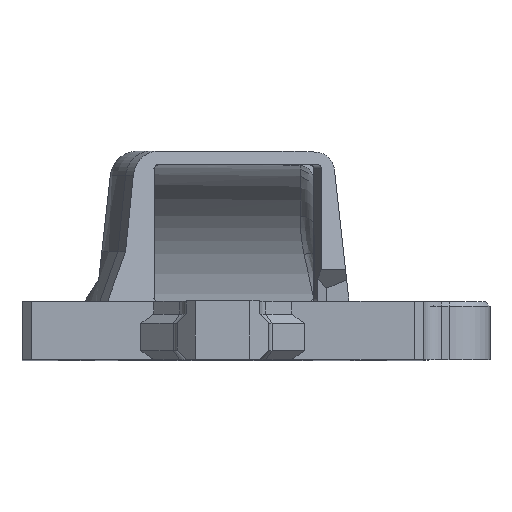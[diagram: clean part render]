
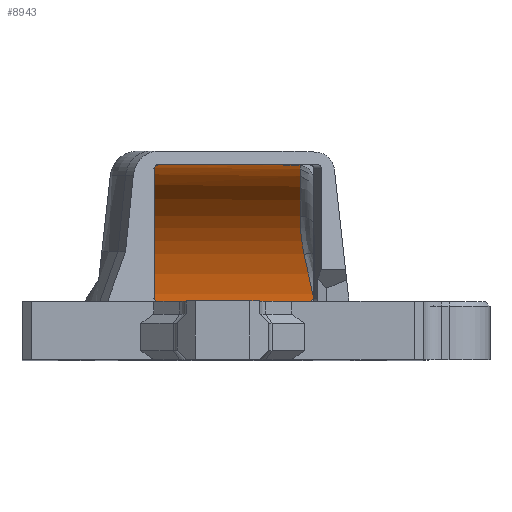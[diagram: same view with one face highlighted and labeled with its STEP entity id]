
A CAD part, top view. The second image highlights one B-rep face of the part: STEP entity #8943.
In plain terms, the highlighted cylindrical face has radius 16.5 mm (diameter 33 mm), a partial arc.
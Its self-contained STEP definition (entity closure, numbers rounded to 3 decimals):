
#83=B_SPLINE_CURVE_WITH_KNOTS('',3,(#13952,#13953,#13954,#13955,#13956,
#13957,#13958,#13959,#13960,#13961),.UNSPECIFIED.,.F.,.F.,(4,3,3,4),(0.,
0.002,0.003,0.005),
 .UNSPECIFIED.);
#96=B_SPLINE_CURVE_WITH_KNOTS('',3,(#15250,#15251,#15252,#15253),
 .UNSPECIFIED.,.F.,.F.,(4,4),(0.,0.),.UNSPECIFIED.);
#97=B_SPLINE_CURVE_WITH_KNOTS('',3,(#15333,#15334,#15335,#15336,#15337,
#15338,#15339,#15340,#15341,#15342),.UNSPECIFIED.,.F.,.F.,(4,3,3,4),(0.,
0.002,0.003,0.005),
 .UNSPECIFIED.);
#213=ELLIPSE('',#9070,16.882,16.5);
#217=ELLIPSE('',#9078,16.882,16.5);
#226=ELLIPSE('',#9105,39.042,16.5);
#293=CYLINDRICAL_SURFACE('',#9500,16.5);
#352=CIRCLE('',#9094,16.5);
#388=CIRCLE('',#9477,16.5);
#834=FACE_OUTER_BOUND('',#1375,.T.);
#1375=EDGE_LOOP('',(#8125,#8126,#8127,#8128,#8129,#8130,#8131,#8132,#8133,
#8134,#8135));
#2035=LINE('',#13596,#3107);
#2429=LINE('',#15230,#3501);
#2439=LINE('',#15274,#3511);
#3107=VECTOR('',#10374,10.);
#3501=VECTOR('',#11528,1000.);
#3511=VECTOR('',#11574,1000.);
#4207=VERTEX_POINT('',#13558);
#4208=VERTEX_POINT('',#13592);
#4214=VERTEX_POINT('',#13659);
#4222=VERTEX_POINT('',#13690);
#4242=VERTEX_POINT('',#13914);
#4243=VERTEX_POINT('',#13925);
#4248=VERTEX_POINT('',#14090);
#4330=VERTEX_POINT('',#15124);
#4331=VERTEX_POINT('',#15229);
#4335=VERTEX_POINT('',#15249);
#4343=VERTEX_POINT('',#15316);
#5096=EDGE_CURVE('',#4207,#4208,#2035,.T.);
#5105=EDGE_CURVE('',#4214,#4207,#213,.T.);
#5116=EDGE_CURVE('',#4208,#4222,#217,.F.);
#5147=EDGE_CURVE('',#4243,#4242,#352,.T.);
#5149=EDGE_CURVE('',#4222,#4243,#83,.T.);
#5161=EDGE_CURVE('',#4242,#4248,#226,.T.);
#5566=EDGE_CURVE('',#4331,#4330,#2429,.F.);
#5575=EDGE_CURVE('',#4335,#4331,#96,.F.);
#5587=EDGE_CURVE('',#4335,#4248,#2439,.T.);
#5598=EDGE_CURVE('',#4330,#4343,#388,.F.);
#5601=EDGE_CURVE('',#4343,#4214,#97,.T.);
#8125=ORIENTED_EDGE('',*,*,#5587,.F.);
#8126=ORIENTED_EDGE('',*,*,#5575,.T.);
#8127=ORIENTED_EDGE('',*,*,#5566,.T.);
#8128=ORIENTED_EDGE('',*,*,#5598,.T.);
#8129=ORIENTED_EDGE('',*,*,#5601,.T.);
#8130=ORIENTED_EDGE('',*,*,#5105,.T.);
#8131=ORIENTED_EDGE('',*,*,#5096,.T.);
#8132=ORIENTED_EDGE('',*,*,#5116,.T.);
#8133=ORIENTED_EDGE('',*,*,#5149,.T.);
#8134=ORIENTED_EDGE('',*,*,#5147,.T.);
#8135=ORIENTED_EDGE('',*,*,#5161,.T.);
#8943=ADVANCED_FACE('',(#834),#293,.F.);
#9070=AXIS2_PLACEMENT_3D('',#13660,#10385,#10386);
#9078=AXIS2_PLACEMENT_3D('',#13692,#10405,#10406);
#9094=AXIS2_PLACEMENT_3D('',#13926,#10444,#10445);
#9105=AXIS2_PLACEMENT_3D('',#14092,#10470,#10471);
#9477=AXIS2_PLACEMENT_3D('',#15317,#11605,#11606);
#9500=AXIS2_PLACEMENT_3D('',#15444,#11657,#11658);
#10374=DIRECTION('',(1.,0.,0.));
#10385=DIRECTION('center_axis',(-0.977,0.212,0.));
#10386=DIRECTION('ref_axis',(0.212,0.977,0.));
#10405=DIRECTION('center_axis',(-0.977,-0.212,0.));
#10406=DIRECTION('ref_axis',(0.212,-0.977,0.));
#10444=DIRECTION('center_axis',(1.,0.,0.));
#10445=DIRECTION('ref_axis',(0.,0.,
-1.));
#10470=DIRECTION('center_axis',(0.423,0.,
0.906));
#10471=DIRECTION('ref_axis',(0.906,0.,-0.423));
#11528=DIRECTION('',(1.,0.,0.));
#11574=DIRECTION('',(1.,0.,0.));
#11605=DIRECTION('center_axis',(1.,0.,0.));
#11606=DIRECTION('ref_axis',(0.,0.,
-1.));
#11657=DIRECTION('center_axis',(1.,0.,0.));
#11658=DIRECTION('ref_axis',(0.,0.,
-1.));
#13558=CARTESIAN_POINT('',(-10.399,0.,-41.));
#13592=CARTESIAN_POINT('',(10.399,0.,-41.));
#13596=CARTESIAN_POINT('',(-14.,0.,-41.));
#13659=CARTESIAN_POINT('',(-8.949,6.698,-39.579));
#13660=CARTESIAN_POINT('Origin',(-10.399,0.,
-24.5));
#13690=CARTESIAN_POINT('',(8.949,6.698,-39.579));
#13692=CARTESIAN_POINT('Origin',(10.399,0.,
-24.5));
#13914=CARTESIAN_POINT('',(8.5,16.443,-25.876));
#13925=CARTESIAN_POINT('',(8.5,10.902,-36.885));
#13926=CARTESIAN_POINT('Origin',(8.5,0.,-24.5));
#13952=CARTESIAN_POINT('Ctrl Pts',(8.949,6.698,-39.579));
#13953=CARTESIAN_POINT('Ctrl Pts',(8.839,7.207,-39.353));
#13954=CARTESIAN_POINT('Ctrl Pts',(8.752,7.702,-39.103));
#13955=CARTESIAN_POINT('Ctrl Pts',(8.686,8.183,-38.829));
#13956=CARTESIAN_POINT('Ctrl Pts',(8.616,8.685,-38.542));
#13957=CARTESIAN_POINT('Ctrl Pts',(8.569,9.173,-38.229));
#13958=CARTESIAN_POINT('Ctrl Pts',(8.539,9.644,-37.889));
#13959=CARTESIAN_POINT('Ctrl Pts',(8.512,10.077,-37.577));
#13960=CARTESIAN_POINT('Ctrl Pts',(8.5,10.496,-37.243));
#13961=CARTESIAN_POINT('Ctrl Pts',(8.5,10.902,-36.885));
#14090=CARTESIAN_POINT('',(5.55,16.5,-24.5));
#14092=CARTESIAN_POINT('Origin',(5.55,0.,-24.5));
#15124=CARTESIAN_POINT('',(-8.497,16.486,-24.901));
#15229=CARTESIAN_POINT('',(-8.357,16.495,-24.91));
#15230=CARTESIAN_POINT('',(-10.,16.495,-24.91));
#15249=CARTESIAN_POINT('',(-8.24,16.5,-24.5));
#15250=CARTESIAN_POINT('Ctrl Pts',(-8.357,16.495,-24.91));
#15251=CARTESIAN_POINT('Ctrl Pts',(-8.32,16.498,-24.773));
#15252=CARTESIAN_POINT('Ctrl Pts',(-8.281,16.5,-24.636));
#15253=CARTESIAN_POINT('Ctrl Pts',(-8.24,16.5,-24.5));
#15274=CARTESIAN_POINT('',(0.36,16.5,-24.5));
#15316=CARTESIAN_POINT('',(-8.5,10.902,-36.885));
#15317=CARTESIAN_POINT('Origin',(-8.5,0.,
-24.5));
#15333=CARTESIAN_POINT('Ctrl Pts',(-8.5,10.902,-36.885));
#15334=CARTESIAN_POINT('Ctrl Pts',(-8.5,10.455,-37.279));
#15335=CARTESIAN_POINT('Ctrl Pts',(-8.515,9.992,-37.644));
#15336=CARTESIAN_POINT('Ctrl Pts',(-8.548,9.513,-37.982));
#15337=CARTESIAN_POINT('Ctrl Pts',(-8.58,9.055,-38.306));
#15338=CARTESIAN_POINT('Ctrl Pts',(-8.629,8.582,-38.605));
#15339=CARTESIAN_POINT('Ctrl Pts',(-8.698,8.095,-38.879));
#15340=CARTESIAN_POINT('Ctrl Pts',(-8.763,7.641,-39.134));
#15341=CARTESIAN_POINT('Ctrl Pts',(-8.845,7.176,-39.367));
#15342=CARTESIAN_POINT('Ctrl Pts',(-8.949,6.698,-39.579));
#15444=CARTESIAN_POINT('Origin',(-10.,0.,-24.5));
